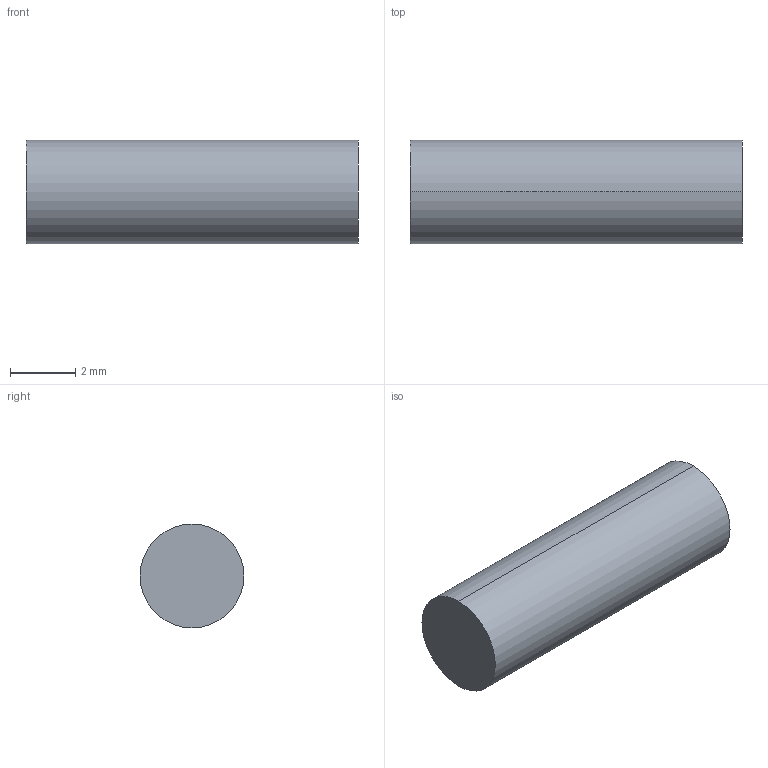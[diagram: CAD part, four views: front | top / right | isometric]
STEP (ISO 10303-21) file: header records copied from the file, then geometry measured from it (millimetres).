
FILE_DESCRIPTION((''),'2;1');
FILE_NAME('SPRING__PIN_2_ASSY_SLDPRT__','2016-12-07T',('cxl300'),(''),'PRO/ENGINEER BY PARAMETRIC TECHNOLOGY CORPORATION, 2013230','PRO/ENGINEER BY PARAMETRIC TECHNOLOGY CORPORATION, 2013230','');
FILE_SCHEMA(('CONFIG_CONTROL_DESIGN','GEOMETRIC_VALIDATION_PROPERTIES_MIM'));
Length unit declared in the file: millimetre
Products named in the file (1): SPRING__PIN_2_ASSY_SLDPRT__
Bounding box: 10.16 x 3.17 x 3.17 mm (x, y, z)
Volume: 80.4 mm3; surface area: 117.2 mm2
Topology: 1 solids, 1 shells, 4 faces, 6 edges, 4 vertices
Faces by surface type: cylinder 2, plane 2
Entity records: 181 total; most frequent: DIRECTION 18, CARTESIAN_POINT 16, ORIENTED_EDGE 12, COLOUR_RGB 9, AXIS2_PLACEMENT_3D 8, PROPERTY_DEFINITION 7, EDGE_CURVE 6, REPRESENTATION 6
